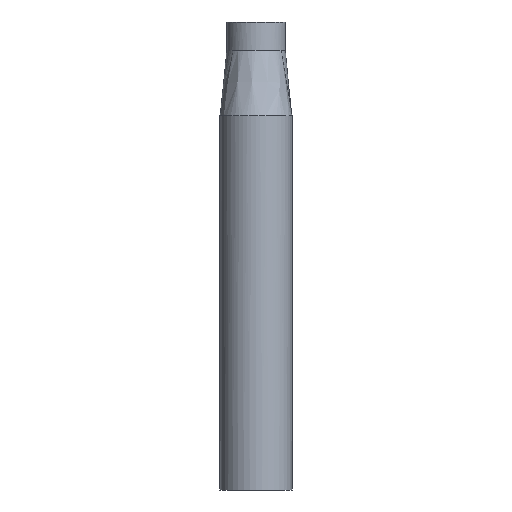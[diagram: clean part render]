
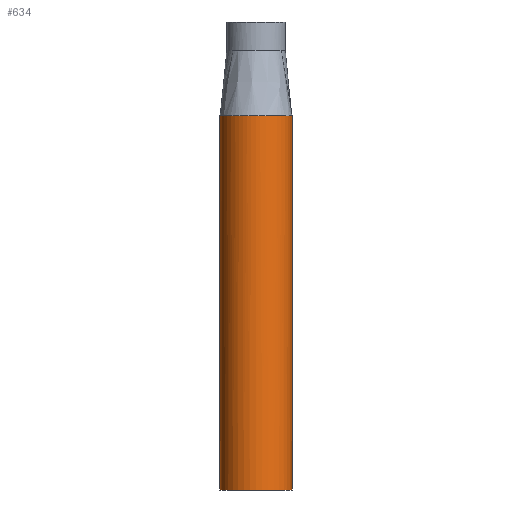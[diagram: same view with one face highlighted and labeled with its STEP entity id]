
A CAD part, left-side view. The second image highlights one B-rep face of the part: STEP entity #634.
In plain terms, the highlighted cylindrical face has radius 1.956 mm (diameter 3.912 mm), a partial arc.
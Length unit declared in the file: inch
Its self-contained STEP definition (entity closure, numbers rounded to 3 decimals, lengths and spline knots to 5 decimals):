
#50=FACE_OUTER_BOUND('',#81,.T.);
#81=EDGE_LOOP('',(#507,#508,#509,#510,#511,#512));
#118=LINE('',#1765,#154);
#119=LINE('',#1767,#155);
#154=VECTOR('',#817,39.37008);
#155=VECTOR('',#820,39.37008);
#202=B_SPLINE_CURVE_WITH_KNOTS('',3,(#1660,#1661,#1662,#1663,#1664,#1665,
#1666,#1667,#1668,#1669,#1670,#1671,#1672,#1673,#1674,#1675,#1676,#1677,
#1678),.UNSPECIFIED.,.F.,.F.,(4,3,3,3,3,3,4),(0.,0.14228,
0.45068,0.5,0.61676,0.96784,1.),
 .UNSPECIFIED.);
#226=CIRCLE('',#694,0.077);
#227=CIRCLE('',#696,0.077);
#230=CIRCLE('',#700,0.077);
#279=VERTEX_POINT('',#1587);
#283=VERTEX_POINT('',#1641);
#286=VERTEX_POINT('',#1701);
#287=VERTEX_POINT('',#1705);
#292=VERTEX_POINT('',#1729);
#293=VERTEX_POINT('',#1731);
#361=EDGE_CURVE('',#279,#283,#202,.T.);
#364=EDGE_CURVE('',#279,#286,#226,.T.);
#366=EDGE_CURVE('',#287,#283,#227,.T.);
#372=EDGE_CURVE('',#293,#292,#230,.T.);
#381=EDGE_CURVE('',#287,#293,#118,.T.);
#382=EDGE_CURVE('',#286,#292,#119,.T.);
#507=ORIENTED_EDGE('',*,*,#372,.T.);
#508=ORIENTED_EDGE('',*,*,#382,.F.);
#509=ORIENTED_EDGE('',*,*,#364,.F.);
#510=ORIENTED_EDGE('',*,*,#361,.T.);
#511=ORIENTED_EDGE('',*,*,#366,.F.);
#512=ORIENTED_EDGE('',*,*,#381,.T.);
#618=CYLINDRICAL_SURFACE('',#705,0.077);
#634=ADVANCED_FACE('',(#50),#618,.T.);
#694=AXIS2_PLACEMENT_3D('',#1702,#787,#788);
#696=AXIS2_PLACEMENT_3D('',#1706,#792,#793);
#700=AXIS2_PLACEMENT_3D('',#1732,#802,#803);
#705=AXIS2_PLACEMENT_3D('',#1766,#818,#819);
#787=DIRECTION('center_axis',(0.,0.,1.));
#788=DIRECTION('ref_axis',(0.,-1.,0.));
#792=DIRECTION('center_axis',(0.,0.,1.));
#793=DIRECTION('ref_axis',(0.,-1.,0.));
#802=DIRECTION('center_axis',(0.,0.,1.));
#803=DIRECTION('ref_axis',(0.,-1.,0.));
#817=DIRECTION('',(0.,0.,-1.));
#818=DIRECTION('center_axis',(0.,0.,-1.));
#819=DIRECTION('ref_axis',(0.,1.,0.));
#820=DIRECTION('',(0.,0.,-1.));
#1587=CARTESIAN_POINT('',(-0.10253,-0.04421,0.8));
#1641=CARTESIAN_POINT('',(-0.10253,0.04421,0.8));
#1660=CARTESIAN_POINT('Ctrl Pts',(-0.10253,-0.04421,
0.8));
#1661=CARTESIAN_POINT('Ctrl Pts',(-0.10512,-0.04057,
0.80001));
#1662=CARTESIAN_POINT('Ctrl Pts',(-0.10739,-0.03671,
0.80001));
#1663=CARTESIAN_POINT('Ctrl Pts',(-0.10931,-0.03266,
0.80002));
#1664=CARTESIAN_POINT('Ctrl Pts',(-0.11346,-0.0239,
0.80004));
#1665=CARTESIAN_POINT('Ctrl Pts',(-0.11588,-0.01433,
0.80004));
#1666=CARTESIAN_POINT('Ctrl Pts',(-0.11648,-0.00465,
0.80005));
#1667=CARTESIAN_POINT('Ctrl Pts',(-0.11658,-0.0031,
0.80005));
#1668=CARTESIAN_POINT('Ctrl Pts',(-0.11662,-0.00155,
0.80005));
#1669=CARTESIAN_POINT('Ctrl Pts',(-0.11663,0.,
0.80005));
#1670=CARTESIAN_POINT('Ctrl Pts',(-0.11663,0.00367,
0.80005));
#1671=CARTESIAN_POINT('Ctrl Pts',(-0.11637,0.00734,
0.80005));
#1672=CARTESIAN_POINT('Ctrl Pts',(-0.11584,0.01098,
0.80005));
#1673=CARTESIAN_POINT('Ctrl Pts',(-0.11425,0.0219,
0.80004));
#1674=CARTESIAN_POINT('Ctrl Pts',(-0.11023,0.03245,
0.80002));
#1675=CARTESIAN_POINT('Ctrl Pts',(-0.10423,0.0417,
0.8));
#1676=CARTESIAN_POINT('Ctrl Pts',(-0.10368,0.04255,
0.8));
#1677=CARTESIAN_POINT('Ctrl Pts',(-0.10311,0.04339,
0.8));
#1678=CARTESIAN_POINT('Ctrl Pts',(-0.10253,0.04421,
0.8));
#1701=CARTESIAN_POINT('',(-0.0395,-0.077,0.8));
#1702=CARTESIAN_POINT('Origin',(-0.0395,0.,0.8));
#1705=CARTESIAN_POINT('',(-0.0395,0.077,0.8));
#1706=CARTESIAN_POINT('Origin',(-0.0395,0.,0.8));
#1729=CARTESIAN_POINT('',(-0.0395,-0.077,0.));
#1731=CARTESIAN_POINT('',(-0.0395,0.077,0.));
#1732=CARTESIAN_POINT('Origin',(-0.0395,0.,0.));
#1765=CARTESIAN_POINT('',(-0.0395,0.077,0.8));
#1766=CARTESIAN_POINT('Origin',(-0.0395,0.,0.8));
#1767=CARTESIAN_POINT('',(-0.0395,-0.077,0.8));
